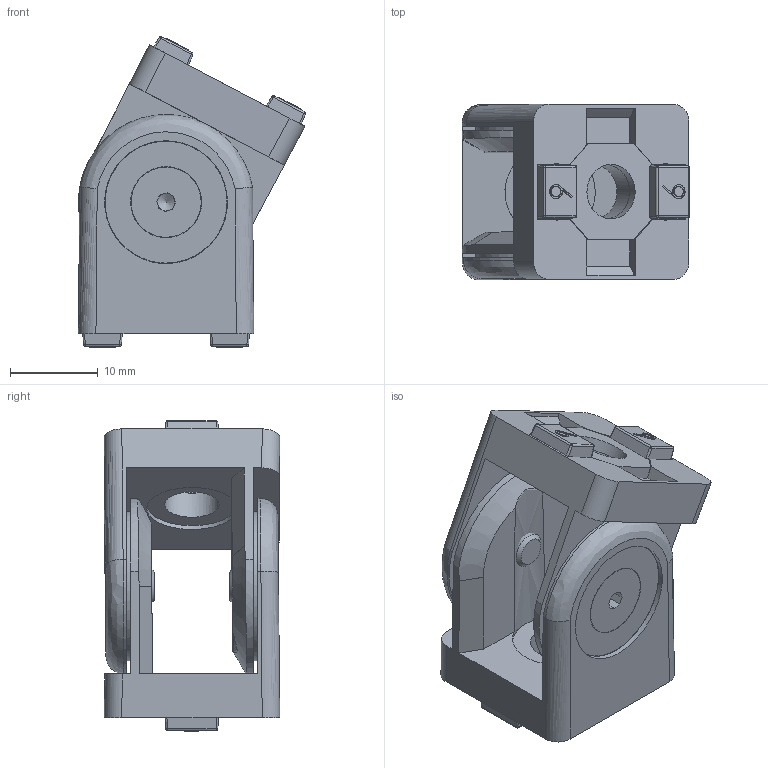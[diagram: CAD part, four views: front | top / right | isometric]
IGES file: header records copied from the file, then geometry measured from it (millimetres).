
Global section: file name: 322020; native system: Autodesk Inventor 2021; preprocessor: unknown; author: Turek; date: 20221007.081707; units: millimetre
Bounding box: 25.9 x 20 x 35.42 mm (x, y, z)
Volume: 6724.1 mm3; surface area: 7828.5 mm2
Topology: 10 solids, 10 shells, 402 faces, 1028 edges, 664 vertices
Faces by surface type: bspline 402
